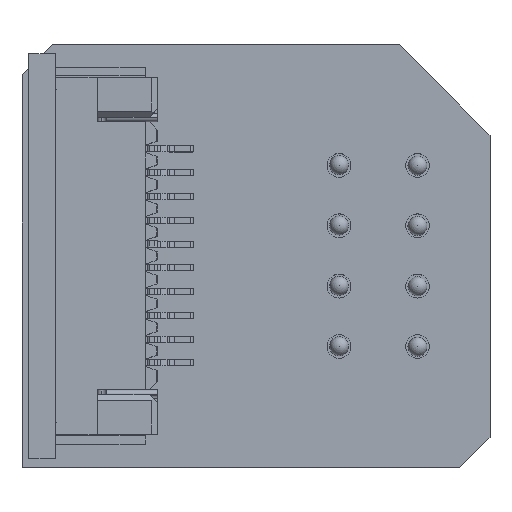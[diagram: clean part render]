
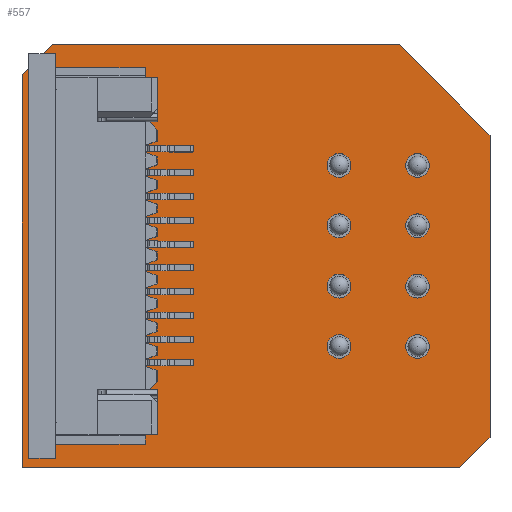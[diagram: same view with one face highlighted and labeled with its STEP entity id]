
A CAD part, top view. The second image highlights one B-rep face of the part: STEP entity #557.
In plain terms, the highlighted planar face has unit normal (0, 0, 1).
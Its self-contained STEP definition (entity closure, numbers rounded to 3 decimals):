
#81 = VERTEX_POINT('',#82);
#82 = CARTESIAN_POINT('',(161.29,-114.935,0.));
#99 = VERTEX_POINT('',#100);
#100 = CARTESIAN_POINT('',(161.29,-98.425,0.));
#106 = EDGE_CURVE('',#81,#99,#107,.T.);
#107 = LINE('',#108,#109);
#108 = CARTESIAN_POINT('',(161.29,-114.935,0.));
#109 = VECTOR('',#110,1.);
#110 = DIRECTION('',(0.,1.,0.));
#121 = VERTEX_POINT('',#122);
#122 = CARTESIAN_POINT('',(179.705,-114.935,0.));
#137 = EDGE_CURVE('',#121,#81,#138,.T.);
#138 = LINE('',#139,#140);
#139 = CARTESIAN_POINT('',(179.705,-114.935,0.));
#140 = VECTOR('',#141,1.);
#141 = DIRECTION('',(-1.,0.,0.));
#161 = VERTEX_POINT('',#162);
#162 = CARTESIAN_POINT('',(162.56,-97.155,0.));
#168 = EDGE_CURVE('',#99,#161,#169,.T.);
#169 = LINE('',#170,#171);
#170 = CARTESIAN_POINT('',(161.29,-98.425,0.));
#171 = VECTOR('',#172,1.);
#172 = DIRECTION('',(0.707,0.707,0.));
#183 = VERTEX_POINT('',#184);
#184 = CARTESIAN_POINT('',(180.975,-113.665,0.));
#199 = EDGE_CURVE('',#183,#121,#200,.T.);
#200 = LINE('',#201,#202);
#201 = CARTESIAN_POINT('',(180.975,-113.665,0.));
#202 = VECTOR('',#203,1.);
#203 = DIRECTION('',(-0.707,-0.707,0.));
#223 = VERTEX_POINT('',#224);
#224 = CARTESIAN_POINT('',(177.165,-97.155,0.));
#230 = EDGE_CURVE('',#161,#223,#231,.T.);
#231 = LINE('',#232,#233);
#232 = CARTESIAN_POINT('',(162.56,-97.155,0.));
#233 = VECTOR('',#234,1.);
#234 = DIRECTION('',(1.,0.,0.));
#245 = VERTEX_POINT('',#246);
#246 = CARTESIAN_POINT('',(180.975,-100.965,0.));
#261 = EDGE_CURVE('',#245,#183,#262,.T.);
#262 = LINE('',#263,#264);
#263 = CARTESIAN_POINT('',(180.975,-100.965,0.));
#264 = VECTOR('',#265,1.);
#265 = DIRECTION('',(0.,-1.,0.));
#283 = EDGE_CURVE('',#223,#245,#284,.T.);
#284 = LINE('',#285,#286);
#285 = CARTESIAN_POINT('',(177.165,-97.155,0.));
#286 = VECTOR('',#287,1.);
#287 = DIRECTION('',(0.707,-0.707,0.));
#298 = VERTEX_POINT('',#299);
#299 = CARTESIAN_POINT('',(178.425,-109.855,0.));
#315 = EDGE_CURVE('',#298,#298,#316,.T.);
#316 = CIRCLE('',#317,0.5);
#317 = AXIS2_PLACEMENT_3D('',#318,#319,#320);
#318 = CARTESIAN_POINT('',(177.925,-109.855,0.));
#319 = DIRECTION('',(0.,0.,1.));
#320 = DIRECTION('',(1.,0.,-0.));
#331 = VERTEX_POINT('',#332);
#332 = CARTESIAN_POINT('',(178.425,-107.315,0.));
#348 = EDGE_CURVE('',#331,#331,#349,.T.);
#349 = CIRCLE('',#350,0.5);
#350 = AXIS2_PLACEMENT_3D('',#351,#352,#353);
#351 = CARTESIAN_POINT('',(177.925,-107.315,0.));
#352 = DIRECTION('',(0.,0.,1.));
#353 = DIRECTION('',(1.,0.,-0.));
#364 = VERTEX_POINT('',#365);
#365 = CARTESIAN_POINT('',(175.125,-109.855,0.));
#381 = EDGE_CURVE('',#364,#364,#382,.T.);
#382 = CIRCLE('',#383,0.5);
#383 = AXIS2_PLACEMENT_3D('',#384,#385,#386);
#384 = CARTESIAN_POINT('',(174.625,-109.855,0.));
#385 = DIRECTION('',(0.,0.,1.));
#386 = DIRECTION('',(1.,0.,-0.));
#397 = VERTEX_POINT('',#398);
#398 = CARTESIAN_POINT('',(175.125,-107.315,0.));
#414 = EDGE_CURVE('',#397,#397,#415,.T.);
#415 = CIRCLE('',#416,0.5);
#416 = AXIS2_PLACEMENT_3D('',#417,#418,#419);
#417 = CARTESIAN_POINT('',(174.625,-107.315,0.));
#418 = DIRECTION('',(0.,0.,1.));
#419 = DIRECTION('',(1.,0.,-0.));
#430 = VERTEX_POINT('',#431);
#431 = CARTESIAN_POINT('',(178.425,-104.775,0.));
#447 = EDGE_CURVE('',#430,#430,#448,.T.);
#448 = CIRCLE('',#449,0.5);
#449 = AXIS2_PLACEMENT_3D('',#450,#451,#452);
#450 = CARTESIAN_POINT('',(177.925,-104.775,0.));
#451 = DIRECTION('',(0.,0.,1.));
#452 = DIRECTION('',(1.,0.,-0.));
#463 = VERTEX_POINT('',#464);
#464 = CARTESIAN_POINT('',(178.425,-102.235,0.));
#480 = EDGE_CURVE('',#463,#463,#481,.T.);
#481 = CIRCLE('',#482,0.5);
#482 = AXIS2_PLACEMENT_3D('',#483,#484,#485);
#483 = CARTESIAN_POINT('',(177.925,-102.235,0.));
#484 = DIRECTION('',(0.,0.,1.));
#485 = DIRECTION('',(1.,0.,-0.));
#496 = VERTEX_POINT('',#497);
#497 = CARTESIAN_POINT('',(175.125,-104.775,0.));
#513 = EDGE_CURVE('',#496,#496,#514,.T.);
#514 = CIRCLE('',#515,0.5);
#515 = AXIS2_PLACEMENT_3D('',#516,#517,#518);
#516 = CARTESIAN_POINT('',(174.625,-104.775,0.));
#517 = DIRECTION('',(0.,0.,1.));
#518 = DIRECTION('',(1.,0.,-0.));
#529 = VERTEX_POINT('',#530);
#530 = CARTESIAN_POINT('',(175.125,-102.235,0.));
#546 = EDGE_CURVE('',#529,#529,#547,.T.);
#547 = CIRCLE('',#548,0.5);
#548 = AXIS2_PLACEMENT_3D('',#549,#550,#551);
#549 = CARTESIAN_POINT('',(174.625,-102.235,0.));
#550 = DIRECTION('',(0.,0.,1.));
#551 = DIRECTION('',(1.,0.,-0.));
#557 = ADVANCED_FACE('',(#558,#567,#570,#573,#576,#579,#582,#585,#588),
  #591,.F.);
#558 = FACE_BOUND('',#559,.F.);
#559 = EDGE_LOOP('',(#560,#561,#562,#563,#564,#565,#566));
#560 = ORIENTED_EDGE('',*,*,#106,.T.);
#561 = ORIENTED_EDGE('',*,*,#168,.T.);
#562 = ORIENTED_EDGE('',*,*,#230,.T.);
#563 = ORIENTED_EDGE('',*,*,#283,.T.);
#564 = ORIENTED_EDGE('',*,*,#261,.T.);
#565 = ORIENTED_EDGE('',*,*,#199,.T.);
#566 = ORIENTED_EDGE('',*,*,#137,.T.);
#567 = FACE_BOUND('',#568,.F.);
#568 = EDGE_LOOP('',(#569));
#569 = ORIENTED_EDGE('',*,*,#315,.T.);
#570 = FACE_BOUND('',#571,.F.);
#571 = EDGE_LOOP('',(#572));
#572 = ORIENTED_EDGE('',*,*,#348,.T.);
#573 = FACE_BOUND('',#574,.F.);
#574 = EDGE_LOOP('',(#575));
#575 = ORIENTED_EDGE('',*,*,#381,.T.);
#576 = FACE_BOUND('',#577,.F.);
#577 = EDGE_LOOP('',(#578));
#578 = ORIENTED_EDGE('',*,*,#414,.T.);
#579 = FACE_BOUND('',#580,.F.);
#580 = EDGE_LOOP('',(#581));
#581 = ORIENTED_EDGE('',*,*,#447,.T.);
#582 = FACE_BOUND('',#583,.F.);
#583 = EDGE_LOOP('',(#584));
#584 = ORIENTED_EDGE('',*,*,#480,.T.);
#585 = FACE_BOUND('',#586,.F.);
#586 = EDGE_LOOP('',(#587));
#587 = ORIENTED_EDGE('',*,*,#513,.T.);
#588 = FACE_BOUND('',#589,.F.);
#589 = EDGE_LOOP('',(#590));
#590 = ORIENTED_EDGE('',*,*,#546,.T.);
#591 = PLANE('',#592);
#592 = AXIS2_PLACEMENT_3D('',#593,#594,#595);
#593 = CARTESIAN_POINT('',(170.782,-106.366,0.));
#594 = DIRECTION('',(-0.,-0.,-1.));
#595 = DIRECTION('',(-1.,0.,0.));
